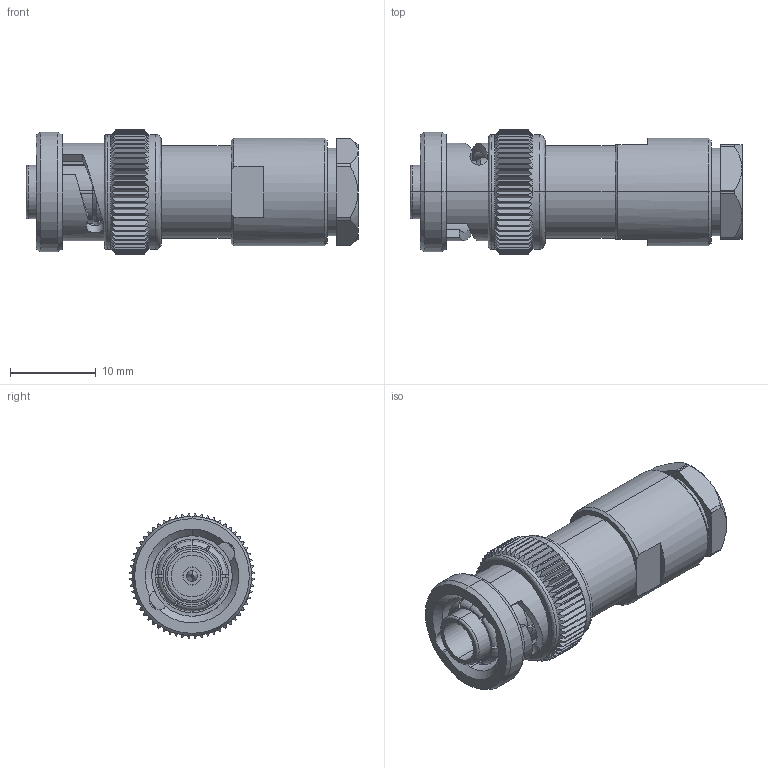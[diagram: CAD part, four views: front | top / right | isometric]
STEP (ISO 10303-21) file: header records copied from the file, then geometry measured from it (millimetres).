
FILE_DESCRIPTION (( 'STEP AP214' ), '1' );
FILE_NAME ('FMCN45910_3D.step', '2023-05-10T17:46:46', ( '' ), ( '' ), 'SwSTEP 2.0', 'SolidWorks 2022', '' );
FILE_SCHEMA (( 'AUTOMOTIVE_DESIGN' ));
Length unit declared in the file: inch
Products named in the file (1): FMCN45910_3D
Bounding box: 38.71 x 14.46 x 14.46 mm (x, y, z)
Volume: 3674.9 mm3; surface area: 3306.1 mm2
Topology: 1 solids, 1 shells, 471 faces, 1085 edges, 628 vertices
Faces by surface type: plane 176, cone 150, cylinder 124, bspline 12, torus 9
Entity records: 15389 total; most frequent: CARTESIAN_POINT 5123, ORIENTED_EDGE 2170, DIRECTION 2116, EDGE_CURVE 1085, AXIS2_PLACEMENT_3D 881, VERTEX_POINT 628, EDGE_LOOP 487, ADVANCED_FACE 471
